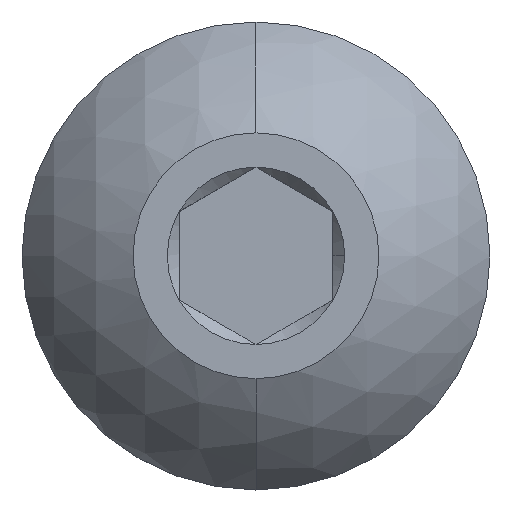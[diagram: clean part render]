
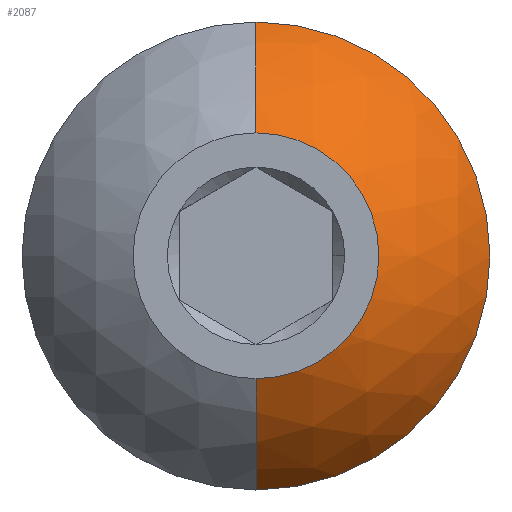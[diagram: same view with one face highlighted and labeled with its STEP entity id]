
A CAD part, top view. The second image highlights one B-rep face of the part: STEP entity #2087.
In plain terms, the highlighted spherical face has radius 3.424 mm.
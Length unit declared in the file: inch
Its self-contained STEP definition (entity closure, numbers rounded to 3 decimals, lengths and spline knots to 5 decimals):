
#835 = DIRECTION ( 'NONE',  ( 0., -1., 0. ) ) ;
#838 = CARTESIAN_POINT ( 'NONE',  ( 0., 0., -0.11945 ) ) ;
#840 = DIRECTION ( 'NONE',  ( 1., 0., 0. ) ) ;
#1598 = EDGE_LOOP ( 'NONE', ( #4428, #4431, #4060, #4010, #4009 ) ) ;
#2087 = ADVANCED_FACE ( 'NONE', ( #2196 ), #2204, .T. ) ;
#2148 = CIRCLE ( 'NONE', #2791, 0.13481 ) ;
#2157 = CIRCLE ( 'NONE', #2790, 0.0625 ) ;
#2163 = CIRCLE ( 'NONE', #2788, 0.13481 ) ;
#2171 = CIRCLE ( 'NONE', #2792, 0.119 ) ;
#2173 = CIRCLE ( 'NONE', #2793, 0.119 ) ;
#2196 = FACE_OUTER_BOUND ( 'NONE', #1598, .T. ) ;
#2204 = SPHERICAL_SURFACE ( 'NONE', #2612, 0.13481 ) ;
#2241 = CARTESIAN_POINT ( 'NONE',  ( 0., 0.119, -0.0561 ) ) ;
#2386 = CARTESIAN_POINT ( 'NONE',  ( 0., -0.0625, 0. ) ) ;
#2396 = CARTESIAN_POINT ( 'NONE',  ( 0., 0.0625, 0. ) ) ;
#2403 = CARTESIAN_POINT ( 'NONE',  ( 0.119, 0., -0.0561 ) ) ;
#2612 = AXIS2_PLACEMENT_3D ( 'NONE', #838, #840, #835 ) ;
#2788 = AXIS2_PLACEMENT_3D ( 'NONE', #4867, #4866, #4865 ) ;
#2790 = AXIS2_PLACEMENT_3D ( 'NONE', #4860, #4859, #4858 ) ;
#2791 = AXIS2_PLACEMENT_3D ( 'NONE', #4856, #4855, #4854 ) ;
#2792 = AXIS2_PLACEMENT_3D ( 'NONE', #4852, #4851, #4850 ) ;
#2793 = AXIS2_PLACEMENT_3D ( 'NONE', #4847, #4846, #4845 ) ;
#4009 = ORIENTED_EDGE ( 'NONE', *, *, #5049, .F. ) ;
#4010 = ORIENTED_EDGE ( 'NONE', *, *, #5051, .F. ) ;
#4040 = VERTEX_POINT ( 'NONE', #5347 ) ;
#4060 = ORIENTED_EDGE ( 'NONE', *, *, #5052, .T. ) ;
#4291 = VERTEX_POINT ( 'NONE', #2241 ) ;
#4389 = VERTEX_POINT ( 'NONE', #2396 ) ;
#4403 = VERTEX_POINT ( 'NONE', #2403 ) ;
#4419 = VERTEX_POINT ( 'NONE', #2386 ) ;
#4428 = ORIENTED_EDGE ( 'NONE', *, *, #5053, .T. ) ;
#4431 = ORIENTED_EDGE ( 'NONE', *, *, #5055, .T. ) ;
#4845 = DIRECTION ( 'NONE',  ( 1., 0., 0. ) ) ;
#4846 = DIRECTION ( 'NONE',  ( 0., 0., 1. ) ) ;
#4847 = CARTESIAN_POINT ( 'NONE',  ( 0., 0., -0.0561 ) ) ;
#4850 = DIRECTION ( 'NONE',  ( 1., 0., 0. ) ) ;
#4851 = DIRECTION ( 'NONE',  ( 0., 0., 1. ) ) ;
#4852 = CARTESIAN_POINT ( 'NONE',  ( 0., 0., -0.0561 ) ) ;
#4854 = DIRECTION ( 'NONE',  ( 0., 1., 0. ) ) ;
#4855 = DIRECTION ( 'NONE',  ( 1., 0., 0. ) ) ;
#4856 = CARTESIAN_POINT ( 'NONE',  ( 0., 0., -0.11945 ) ) ;
#4858 = DIRECTION ( 'NONE',  ( 1., 0., 0. ) ) ;
#4859 = DIRECTION ( 'NONE',  ( 0., 0., 1. ) ) ;
#4860 = CARTESIAN_POINT ( 'NONE',  ( 0., 0., 0. ) ) ;
#4865 = DIRECTION ( 'NONE',  ( 0., -1., 0. ) ) ;
#4866 = DIRECTION ( 'NONE',  ( -1., 0., 0. ) ) ;
#4867 = CARTESIAN_POINT ( 'NONE',  ( 0., 0., -0.11945 ) ) ;
#5049 = EDGE_CURVE ( 'NONE', #4040, #4419, #2163, .T. ) ;
#5051 = EDGE_CURVE ( 'NONE', #4419, #4389, #2157, .T. ) ;
#5052 = EDGE_CURVE ( 'NONE', #4291, #4389, #2148, .T. ) ;
#5053 = EDGE_CURVE ( 'NONE', #4040, #4403, #2171, .T. ) ;
#5055 = EDGE_CURVE ( 'NONE', #4403, #4291, #2173, .T. ) ;
#5347 = CARTESIAN_POINT ( 'NONE',  ( 0., -0.119, -0.0561 ) ) ;
